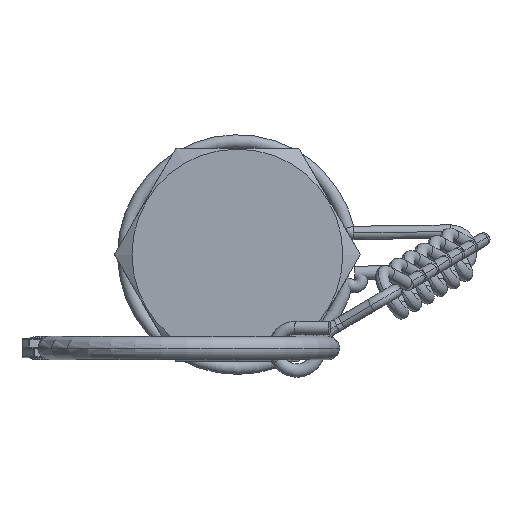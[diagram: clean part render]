
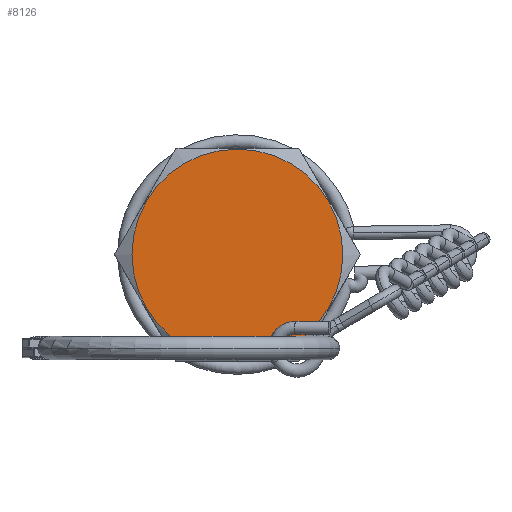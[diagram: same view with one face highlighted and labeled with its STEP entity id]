
A CAD part, left-side view. The second image highlights one B-rep face of the part: STEP entity #8126.
In plain terms, the highlighted planar face has unit normal (-1, 0, 0).
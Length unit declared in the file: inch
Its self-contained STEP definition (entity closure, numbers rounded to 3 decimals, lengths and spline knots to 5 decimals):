
#132 = DIRECTION ( 'NONE',  ( 1., 0., 0. ) ) ;
#465 = VERTEX_POINT ( 'NONE', #6685 ) ;
#1468 = EDGE_LOOP ( 'NONE', ( #6856, #4220 ) ) ;
#2973 = CARTESIAN_POINT ( 'NONE',  ( 0., 0., 0. ) ) ;
#3619 = AXIS2_PLACEMENT_3D ( 'NONE', #8653, #4393, #7761 ) ;
#3833 = CARTESIAN_POINT ( 'NONE',  ( 0., 0., -0.495 ) ) ;
#4220 = ORIENTED_EDGE ( 'NONE', *, *, #6270, .T. ) ;
#4294 = DIRECTION ( 'NONE',  ( 0., 0., -1. ) ) ;
#4393 = DIRECTION ( 'NONE',  ( -1., 0., 0. ) ) ;
#5250 = PLANE ( 'NONE',  #6115 ) ;
#6115 = AXIS2_PLACEMENT_3D ( 'NONE', #8543, #132, #4294 ) ;
#6168 = DIRECTION ( 'NONE',  ( 0., 0., 1. ) ) ;
#6270 = EDGE_CURVE ( 'NONE', #465, #10336, #9095, .T. ) ;
#6353 = CIRCLE ( 'NONE', #10224, 0.495 ) ;
#6512 = EDGE_CURVE ( 'NONE', #10336, #465, #6353, .T. ) ;
#6685 = CARTESIAN_POINT ( 'NONE',  ( 0., 0., 0.495 ) ) ;
#6856 = ORIENTED_EDGE ( 'NONE', *, *, #6512, .T. ) ;
#7761 = DIRECTION ( 'NONE',  ( 0., 0., 1. ) ) ;
#7837 = DIRECTION ( 'NONE',  ( -1., 0., 0. ) ) ;
#8126 = ADVANCED_FACE ( 'NONE', ( #10154 ), #5250, .F. ) ;
#8543 = CARTESIAN_POINT ( 'NONE',  ( 0., 0., 0. ) ) ;
#8653 = CARTESIAN_POINT ( 'NONE',  ( 0., 0., 0. ) ) ;
#9095 = CIRCLE ( 'NONE', #3619, 0.495 ) ;
#10154 = FACE_OUTER_BOUND ( 'NONE', #1468, .T. ) ;
#10224 = AXIS2_PLACEMENT_3D ( 'NONE', #2973, #7837, #6168 ) ;
#10336 = VERTEX_POINT ( 'NONE', #3833 ) ;
